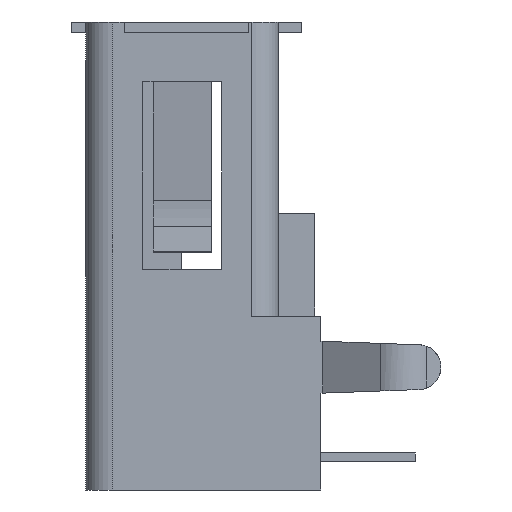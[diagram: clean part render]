
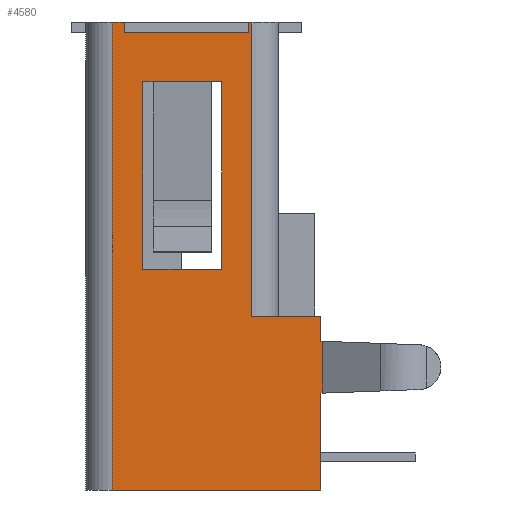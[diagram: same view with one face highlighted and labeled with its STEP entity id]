
A CAD part, left-side view. The second image highlights one B-rep face of the part: STEP entity #4580.
In plain terms, the highlighted planar face has unit normal (-1, 0, 0).
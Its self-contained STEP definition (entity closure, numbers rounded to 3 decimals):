
#234=ORIENTED_EDGE('',*,*,#1587,.F.);
#235=ORIENTED_EDGE('',*,*,#1588,.T.);
#236=ORIENTED_EDGE('',*,*,#1589,.T.);
#237=ORIENTED_EDGE('',*,*,#1590,.T.);
#238=ORIENTED_EDGE('',*,*,#1591,.T.);
#239=ORIENTED_EDGE('',*,*,#1592,.F.);
#240=ORIENTED_EDGE('',*,*,#1593,.F.);
#241=ORIENTED_EDGE('',*,*,#1594,.T.);
#242=ORIENTED_EDGE('',*,*,#1595,.F.);
#243=ORIENTED_EDGE('',*,*,#1596,.T.);
#244=ORIENTED_EDGE('',*,*,#1597,.F.);
#245=ORIENTED_EDGE('',*,*,#1598,.T.);
#246=ORIENTED_EDGE('',*,*,#1599,.T.);
#247=ORIENTED_EDGE('',*,*,#1600,.F.);
#248=ORIENTED_EDGE('',*,*,#1601,.F.);
#249=ORIENTED_EDGE('',*,*,#1517,.F.);
#250=ORIENTED_EDGE('',*,*,#1602,.F.);
#251=ORIENTED_EDGE('',*,*,#1603,.F.);
#252=ORIENTED_EDGE('',*,*,#1604,.F.);
#253=ORIENTED_EDGE('',*,*,#1605,.T.);
#1517=EDGE_CURVE('',#2199,#2197,#2651,.T.);
#1587=EDGE_CURVE('',#2258,#2259,#2705,.T.);
#1588=EDGE_CURVE('',#2258,#2260,#2706,.T.);
#1589=EDGE_CURVE('',#2260,#2261,#2707,.T.);
#1590=EDGE_CURVE('',#2261,#2262,#2708,.T.);
#1591=EDGE_CURVE('',#2262,#2263,#2709,.T.);
#1592=EDGE_CURVE('',#2259,#2263,#2710,.T.);
#1593=EDGE_CURVE('',#2264,#2265,#2711,.T.);
#1594=EDGE_CURVE('',#2264,#2266,#2712,.T.);
#1595=EDGE_CURVE('',#2267,#2266,#2713,.T.);
#1596=EDGE_CURVE('',#2267,#2268,#2714,.T.);
#1597=EDGE_CURVE('',#2269,#2268,#2715,.T.);
#1598=EDGE_CURVE('',#2269,#2270,#2716,.T.);
#1599=EDGE_CURVE('',#2270,#2271,#2717,.T.);
#1600=EDGE_CURVE('',#2272,#2271,#2718,.T.);
#1601=EDGE_CURVE('',#2197,#2272,#2719,.T.);
#1602=EDGE_CURVE('',#2273,#2199,#2720,.T.);
#1603=EDGE_CURVE('',#2274,#2273,#2721,.T.);
#1604=EDGE_CURVE('',#2275,#2274,#2722,.T.);
#1605=EDGE_CURVE('',#2275,#2265,#2723,.T.);
#2197=VERTEX_POINT('',#6373);
#2199=VERTEX_POINT('',#6377);
#2258=VERTEX_POINT('',#6534);
#2259=VERTEX_POINT('',#6535);
#2260=VERTEX_POINT('',#6537);
#2261=VERTEX_POINT('',#6539);
#2262=VERTEX_POINT('',#6541);
#2263=VERTEX_POINT('',#6543);
#2264=VERTEX_POINT('',#6546);
#2265=VERTEX_POINT('',#6547);
#2266=VERTEX_POINT('',#6549);
#2267=VERTEX_POINT('',#6551);
#2268=VERTEX_POINT('',#6553);
#2269=VERTEX_POINT('',#6555);
#2270=VERTEX_POINT('',#6557);
#2271=VERTEX_POINT('',#6559);
#2272=VERTEX_POINT('',#6561);
#2273=VERTEX_POINT('',#6564);
#2274=VERTEX_POINT('',#6566);
#2275=VERTEX_POINT('',#6568);
#2651=LINE('',#6378,#3261);
#2705=LINE('',#6533,#3315);
#2706=LINE('',#6536,#3316);
#2707=LINE('',#6538,#3317);
#2708=LINE('',#6540,#3318);
#2709=LINE('',#6542,#3319);
#2710=LINE('',#6544,#3320);
#2711=LINE('',#6545,#3321);
#2712=LINE('',#6548,#3322);
#2713=LINE('',#6550,#3323);
#2714=LINE('',#6552,#3324);
#2715=LINE('',#6554,#3325);
#2716=LINE('',#6556,#3326);
#2717=LINE('',#6558,#3327);
#2718=LINE('',#6560,#3328);
#2719=LINE('',#6562,#3329);
#2720=LINE('',#6563,#3330);
#2721=LINE('',#6565,#3331);
#2722=LINE('',#6567,#3332);
#2723=LINE('',#6569,#3333);
#3261=VECTOR('',#5142,1000.);
#3315=VECTOR('',#5250,1000.);
#3316=VECTOR('',#5251,1000.);
#3317=VECTOR('',#5252,1000.);
#3318=VECTOR('',#5253,1000.);
#3319=VECTOR('',#5254,1000.);
#3320=VECTOR('',#5255,1000.);
#3321=VECTOR('',#5256,1000.);
#3322=VECTOR('',#5257,1000.);
#3323=VECTOR('',#5258,1000.);
#3324=VECTOR('',#5259,1000.);
#3325=VECTOR('',#5260,1000.);
#3326=VECTOR('',#5261,1000.);
#3327=VECTOR('',#5262,1000.);
#3328=VECTOR('',#5263,1000.);
#3329=VECTOR('',#5264,1000.);
#3330=VECTOR('',#5265,1000.);
#3331=VECTOR('',#5266,1000.);
#3332=VECTOR('',#5267,1000.);
#3333=VECTOR('',#5268,1000.);
#3878=EDGE_LOOP('',(#234,#235,#236,#237,#238,#239));
#3879=EDGE_LOOP('',(#240,#241,#242,#243,#244,#245,#246,#247,#248,#249,#250,
#251,#252,#253));
#4128=FACE_BOUND('',#3878,.T.);
#4129=FACE_BOUND('',#3879,.T.);
#4373=PLANE('',#4844);
#4580=ADVANCED_FACE('',(#4128,#4129),#4373,.F.);
#4844=AXIS2_PLACEMENT_3D('',#6532,#5248,#5249);
#5142=DIRECTION('',(0.,0.,-1.));
#5248=DIRECTION('',(1.,0.,0.));
#5249=DIRECTION('',(0.,0.,-1.));
#5250=DIRECTION('',(0.,-1.,0.));
#5251=DIRECTION('',(0.,0.,1.));
#5252=DIRECTION('',(0.,-1.,0.));
#5253=DIRECTION('',(0.,-1.,0.));
#5254=DIRECTION('',(0.,-1.,0.));
#5255=DIRECTION('',(0.,0.,1.));
#5256=DIRECTION('',(0.,-1.,0.));
#5257=DIRECTION('',(0.,0.,-1.));
#5258=DIRECTION('',(0.,-1.,0.));
#5259=DIRECTION('',(0.,0.,1.));
#5260=DIRECTION('',(0.,-1.,0.));
#5261=DIRECTION('',(0.,0.,-1.));
#5262=DIRECTION('',(0.,-1.,0.));
#5263=DIRECTION('',(0.,0.,-1.));
#5264=DIRECTION('',(0.,0.999,-0.037));
#5265=DIRECTION('',(0.,-0.999,-0.037));
#5266=DIRECTION('',(0.,0.,-1.));
#5267=DIRECTION('',(0.,-1.,0.));
#5268=DIRECTION('',(0.,0.,1.));
#6373=CARTESIAN_POINT('',(-6.6,-0.23,-4.131));
#6377=CARTESIAN_POINT('',(-6.6,-0.23,-2.569));
#6378=CARTESIAN_POINT('',(-6.6,-0.23,7.05));
#6532=CARTESIAN_POINT('',(-6.6,6.1,7.05));
#6533=CARTESIAN_POINT('',(-6.6,5.19,-0.4));
#6534=CARTESIAN_POINT('',(-6.6,5.19,-0.4));
#6535=CARTESIAN_POINT('',(-6.6,2.81,-0.4));
#6536=CARTESIAN_POINT('',(-6.6,5.19,-0.4));
#6537=CARTESIAN_POINT('',(-6.6,5.19,5.25));
#6538=CARTESIAN_POINT('',(-6.6,5.19,5.25));
#6539=CARTESIAN_POINT('',(-6.6,4.875,5.25));
#6540=CARTESIAN_POINT('',(-6.6,4.875,5.25));
#6541=CARTESIAN_POINT('',(-6.6,3.125,5.25));
#6542=CARTESIAN_POINT('',(-6.6,5.19,5.25));
#6543=CARTESIAN_POINT('',(-6.6,2.81,5.25));
#6544=CARTESIAN_POINT('',(-6.6,2.81,-0.4));
#6545=CARTESIAN_POINT('',(-6.6,6.1,7.05));
#6546=CARTESIAN_POINT('',(-6.6,2.,7.05));
#6547=CARTESIAN_POINT('',(-6.6,1.9,7.05));
#6548=CARTESIAN_POINT('',(-6.6,2.,7.05));
#6549=CARTESIAN_POINT('',(-6.6,2.,6.73));
#6550=CARTESIAN_POINT('',(-6.6,6.1,6.73));
#6551=CARTESIAN_POINT('',(-6.6,5.74,6.73));
#6552=CARTESIAN_POINT('',(-6.6,5.74,7.05));
#6553=CARTESIAN_POINT('',(-6.6,5.74,7.05));
#6554=CARTESIAN_POINT('',(-6.6,6.1,7.05));
#6555=CARTESIAN_POINT('',(-6.6,6.1,7.05));
#6556=CARTESIAN_POINT('',(-6.6,6.1,7.05));
#6557=CARTESIAN_POINT('',(-6.6,6.1,-7.05));
#6558=CARTESIAN_POINT('',(-6.6,6.1,-7.05));
#6559=CARTESIAN_POINT('',(-6.6,-0.18,-7.05));
#6560=CARTESIAN_POINT('',(-6.6,-0.18,7.05));
#6561=CARTESIAN_POINT('',(-6.6,-0.18,-4.133));
#6562=CARTESIAN_POINT('',(-6.6,5.678,-4.35));
#6563=CARTESIAN_POINT('',(-6.6,6.447,-2.321));
#6564=CARTESIAN_POINT('',(-6.6,-0.18,-2.567));
#6565=CARTESIAN_POINT('',(-6.6,-0.18,7.05));
#6566=CARTESIAN_POINT('',(-6.6,-0.18,-1.81));
#6567=CARTESIAN_POINT('',(-6.6,6.1,-1.81));
#6568=CARTESIAN_POINT('',(-6.6,1.9,-1.81));
#6569=CARTESIAN_POINT('',(-6.6,1.9,-1.81));
